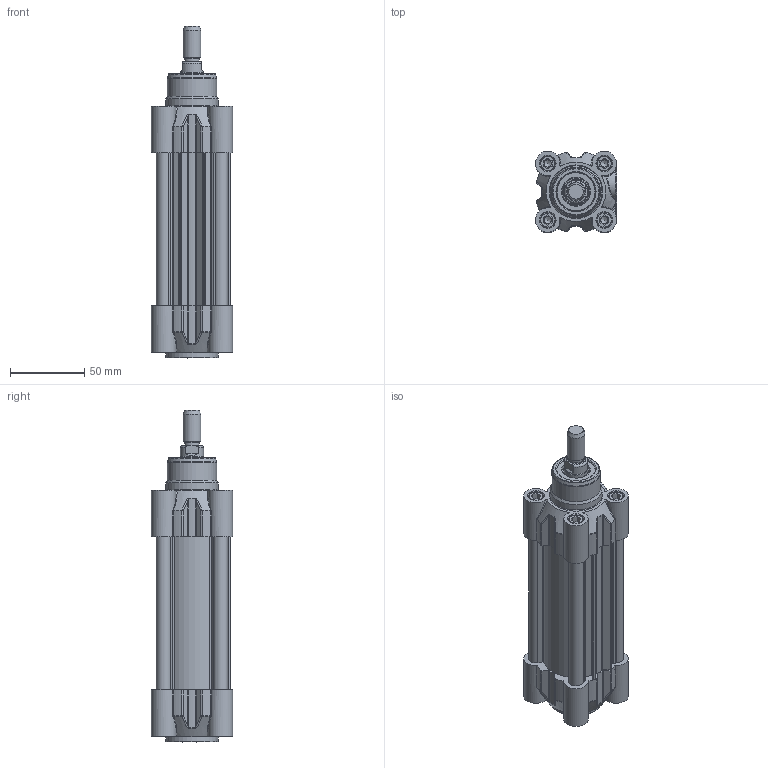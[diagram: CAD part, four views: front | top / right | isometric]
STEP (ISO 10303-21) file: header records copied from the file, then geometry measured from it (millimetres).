
FILE_DESCRIPTION(/* description */ (''),/* implementation_level */ '2;1');
FILE_NAME(/* name */ 'C-H-040-0060.stp',/* time_stamp */ '2017-10-13T14:56:31+02:00',/* author */ (''),/* organization */ (''),/* preprocessor_version */ 'ST-DEVELOPER v15.2',/* originating_system */ 'Autodesk Translator Framework v2.0.0.5431',/* authorisation */ '');
FILE_SCHEMA (('AUTOMOTIVE_DESIGN { 1 0 10303 214 3 1 1 }'));
Products named in the file (1): (Unsaved)
Bounding box: 54.5 x 54.5 x 223 mm (x, y, z)
Volume: 237978.8 mm3; surface area: 111601.6 mm2
Topology: 15 solids, 17 shells, 1672 faces, 4324 edges, 2767 vertices
Faces by surface type: bspline 768, plane 527, cylinder 190, torus 87, cone 82, sphere 18
Full cylindrical faces by diameter (mm): 2.5 x2, 2.9 x2, 4.8 x2, 4.917 x8, 5.25 x2, 5.4 x4, 6 x8, 6.2 x8, 7 x2, 8.3 x2, 9.8 x4, 9.9 x2, 10 x14, 10.3 x8, 11.445 x2, 12 x1, 15.5 x1, 16 x1, 16.8 x1, 16.847 x1, 20 x1, 21 x2, 26 x3, 28 x2, 33 x1, 35 x2, 40 x1
Entity records: 58809 total; most frequent: CARTESIAN_POINT 24040, ORIENTED_EDGE 8126, DIRECTION 4953, EDGE_CURVE 4047, VERTEX_POINT 2712, EDGE_LOOP 2037, LINE 1847, VECTOR 1847
